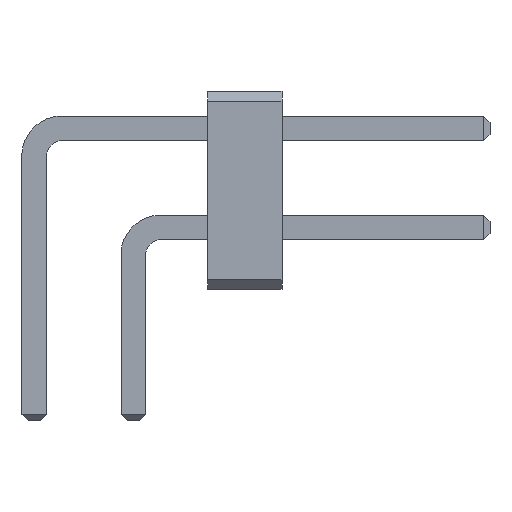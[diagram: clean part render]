
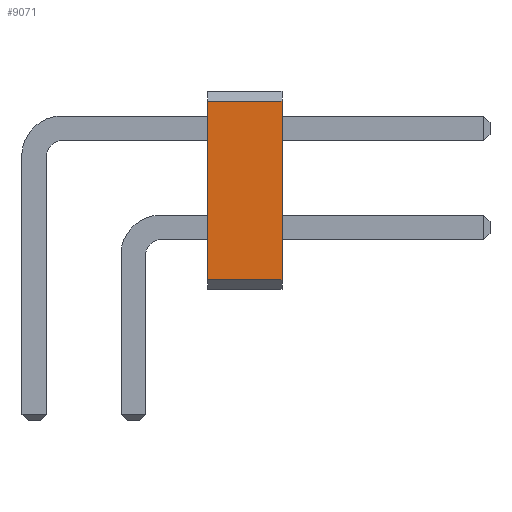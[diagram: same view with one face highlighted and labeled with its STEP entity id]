
A CAD part, front view. The second image highlights one B-rep face of the part: STEP entity #9071.
In plain terms, the highlighted planar face has unit normal (0, -1, 0).
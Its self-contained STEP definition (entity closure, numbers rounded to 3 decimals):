
#719 = VERTEX_POINT('',#720);
#720 = CARTESIAN_POINT('',(5.,-53.,3.55));
#726 = EDGE_CURVE('',#727,#719,#729,.T.);
#727 = VERTEX_POINT('',#728);
#728 = CARTESIAN_POINT('',(5.,-53.,-0.05));
#729 = LINE('',#730,#731);
#730 = CARTESIAN_POINT('',(5.,-53.,-0.25));
#731 = VECTOR('',#732,1.);
#732 = DIRECTION('',(0.,0.,1.));
#3891 = VERTEX_POINT('',#3892);
#3892 = CARTESIAN_POINT('',(3.5,-53.,-0.05));
#3898 = EDGE_CURVE('',#3891,#3899,#3901,.T.);
#3899 = VERTEX_POINT('',#3900);
#3900 = CARTESIAN_POINT('',(3.5,-53.,3.55));
#3901 = LINE('',#3902,#3903);
#3902 = CARTESIAN_POINT('',(3.5,-53.,-0.25));
#3903 = VECTOR('',#3904,1.);
#3904 = DIRECTION('',(0.,0.,1.));
#9061 = EDGE_CURVE('',#727,#3891,#9062,.T.);
#9062 = LINE('',#9063,#9064);
#9063 = CARTESIAN_POINT('',(5.,-53.,-0.05));
#9064 = VECTOR('',#9065,1.);
#9065 = DIRECTION('',(-1.,0.,0.));
#9071 = ADVANCED_FACE('',(#9072),#9083,.F.);
#9072 = FACE_BOUND('',#9073,.F.);
#9073 = EDGE_LOOP('',(#9074,#9075,#9076,#9077));
#9074 = ORIENTED_EDGE('',*,*,#726,.F.);
#9075 = ORIENTED_EDGE('',*,*,#9061,.T.);
#9076 = ORIENTED_EDGE('',*,*,#3898,.T.);
#9077 = ORIENTED_EDGE('',*,*,#9078,.F.);
#9078 = EDGE_CURVE('',#719,#3899,#9079,.T.);
#9079 = LINE('',#9080,#9081);
#9080 = CARTESIAN_POINT('',(5.,-53.,3.55));
#9081 = VECTOR('',#9082,1.);
#9082 = DIRECTION('',(-1.,0.,0.));
#9083 = PLANE('',#9084);
#9084 = AXIS2_PLACEMENT_3D('',#9085,#9086,#9087);
#9085 = CARTESIAN_POINT('',(5.,-53.,-0.25));
#9086 = DIRECTION('',(0.,1.,0.));
#9087 = DIRECTION('',(0.,0.,1.));
